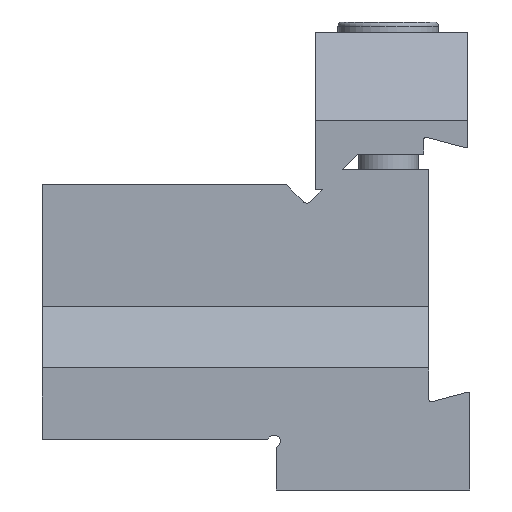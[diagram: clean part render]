
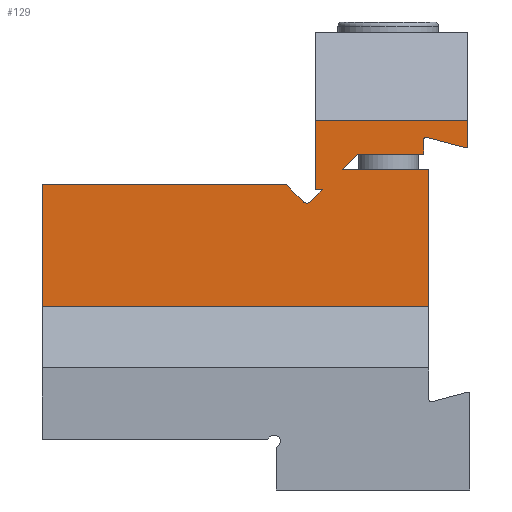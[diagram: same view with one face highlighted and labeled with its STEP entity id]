
A CAD part, left-side view. The second image highlights one B-rep face of the part: STEP entity #129.
In plain terms, the highlighted planar face has unit normal (-1, 0, 0).
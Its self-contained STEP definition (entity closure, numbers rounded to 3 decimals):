
#99=CIRCLE('',#954,0.2);
#100=CIRCLE('',#955,0.5);
#129=ADVANCED_FACE('',(#215),#180,.F.);
#180=PLANE('',#956);
#215=FACE_OUTER_BOUND('',#251,.T.);
#251=EDGE_LOOP('',(#351,#352,#353,#354,#355,#356,#357,#358,#359,#360,#361,
#362,#363,#364,#365,#366,#367,#368));
#351=ORIENTED_EDGE('',*,*,#672,.T.);
#352=ORIENTED_EDGE('',*,*,#673,.T.);
#353=ORIENTED_EDGE('',*,*,#654,.F.);
#354=ORIENTED_EDGE('',*,*,#671,.T.);
#355=ORIENTED_EDGE('',*,*,#674,.T.);
#356=ORIENTED_EDGE('',*,*,#675,.F.);
#357=ORIENTED_EDGE('',*,*,#676,.F.);
#358=ORIENTED_EDGE('',*,*,#677,.F.);
#359=ORIENTED_EDGE('',*,*,#678,.F.);
#360=ORIENTED_EDGE('',*,*,#679,.F.);
#361=ORIENTED_EDGE('',*,*,#680,.F.);
#362=ORIENTED_EDGE('',*,*,#681,.F.);
#363=ORIENTED_EDGE('',*,*,#682,.F.);
#364=ORIENTED_EDGE('',*,*,#683,.T.);
#365=ORIENTED_EDGE('',*,*,#684,.F.);
#366=ORIENTED_EDGE('',*,*,#685,.F.);
#367=ORIENTED_EDGE('',*,*,#649,.T.);
#368=ORIENTED_EDGE('',*,*,#686,.T.);
#561=VERTEX_POINT('',#1281);
#563=VERTEX_POINT('',#1285);
#568=VERTEX_POINT('',#1296);
#569=VERTEX_POINT('',#1298);
#583=VERTEX_POINT('',#1330);
#584=VERTEX_POINT('',#1334);
#585=VERTEX_POINT('',#1335);
#586=VERTEX_POINT('',#1338);
#587=VERTEX_POINT('',#1340);
#588=VERTEX_POINT('',#1342);
#589=VERTEX_POINT('',#1344);
#590=VERTEX_POINT('',#1346);
#591=VERTEX_POINT('',#1348);
#592=VERTEX_POINT('',#1350);
#593=VERTEX_POINT('',#1352);
#594=VERTEX_POINT('',#1354);
#595=VERTEX_POINT('',#1356);
#596=VERTEX_POINT('',#1358);
#649=EDGE_CURVE('',#561,#563,#768,.T.);
#654=EDGE_CURVE('',#568,#569,#773,.T.);
#671=EDGE_CURVE('',#568,#583,#788,.T.);
#672=EDGE_CURVE('',#584,#585,#789,.T.);
#673=EDGE_CURVE('',#585,#569,#790,.T.);
#674=EDGE_CURVE('',#583,#586,#791,.T.);
#675=EDGE_CURVE('',#587,#586,#792,.T.);
#676=EDGE_CURVE('',#588,#587,#793,.T.);
#677=EDGE_CURVE('',#589,#588,#794,.T.);
#678=EDGE_CURVE('',#590,#589,#795,.T.);
#679=EDGE_CURVE('',#591,#590,#99,.T.);
#680=EDGE_CURVE('',#592,#591,#796,.T.);
#681=EDGE_CURVE('',#593,#592,#797,.T.);
#682=EDGE_CURVE('',#594,#593,#798,.T.);
#683=EDGE_CURVE('',#594,#595,#799,.T.);
#684=EDGE_CURVE('',#596,#595,#800,.T.);
#685=EDGE_CURVE('',#561,#596,#801,.T.);
#686=EDGE_CURVE('',#563,#584,#100,.T.);
#768=LINE('',#1286,#859);
#773=LINE('',#1297,#864);
#788=LINE('',#1331,#879);
#789=LINE('',#1333,#880);
#790=LINE('',#1336,#881);
#791=LINE('',#1337,#882);
#792=LINE('',#1339,#883);
#793=LINE('',#1341,#884);
#794=LINE('',#1343,#885);
#795=LINE('',#1345,#886);
#796=LINE('',#1349,#887);
#797=LINE('',#1351,#888);
#798=LINE('',#1353,#889);
#799=LINE('',#1355,#890);
#800=LINE('',#1357,#891);
#801=LINE('',#1359,#892);
#859=VECTOR('',#1032,1.);
#864=VECTOR('',#1039,1.);
#879=VECTOR('',#1062,1.);
#880=VECTOR('',#1065,1.);
#881=VECTOR('',#1066,1.);
#882=VECTOR('',#1067,1.);
#883=VECTOR('',#1068,1.);
#884=VECTOR('',#1069,1.);
#885=VECTOR('',#1070,1.);
#886=VECTOR('',#1071,1.);
#887=VECTOR('',#1074,1.);
#888=VECTOR('',#1075,1.);
#889=VECTOR('',#1076,1.);
#890=VECTOR('',#1077,1.);
#891=VECTOR('',#1078,1.);
#892=VECTOR('',#1079,1.);
#954=AXIS2_PLACEMENT_3D('',#1347,#1072,#1073);
#955=AXIS2_PLACEMENT_3D('',#1360,#1080,#1081);
#956=AXIS2_PLACEMENT_3D('',#1361,#1082,#1083);
#1032=DIRECTION('',(0.,0.707,-0.707));
#1039=DIRECTION('',(0.,0.,1.));
#1062=DIRECTION('',(0.,-1.,0.));
#1065=DIRECTION('',(0.,0.707,0.707));
#1066=DIRECTION('',(0.,1.,0.));
#1067=DIRECTION('',(0.,0.,1.));
#1068=DIRECTION('',(0.,-1.,0.));
#1069=DIRECTION('',(0.,0.707,-0.707));
#1070=DIRECTION('',(0.,1.,0.));
#1071=DIRECTION('',(0.,0.,-1.));
#1072=DIRECTION('',(-1.,0.,0.));
#1073=DIRECTION('',(0.,0.,-1.));
#1074=DIRECTION('',(0.,0.966,0.259));
#1075=DIRECTION('',(0.,1.,0.));
#1076=DIRECTION('',(0.,0.,-1.));
#1077=DIRECTION('',(0.,1.,0.));
#1078=DIRECTION('',(0.,0.,1.));
#1079=DIRECTION('',(0.,1.,0.));
#1080=DIRECTION('',(1.,0.,0.));
#1081=DIRECTION('',(0.,0.,-1.));
#1082=DIRECTION('',(1.,0.,0.));
#1083=DIRECTION('',(0.,0.,-1.));
#1281=CARTESIAN_POINT('',(6.,14.5,-2.));
#1285=CARTESIAN_POINT('',(6.,15.646,-3.146));
#1286=CARTESIAN_POINT('',(6.,27.25,-14.75));
#1296=CARTESIAN_POINT('',(6.,42.,-13.5));
#1297=CARTESIAN_POINT('',(6.,42.,0.));
#1298=CARTESIAN_POINT('',(6.,42.,-1.5));
#1330=CARTESIAN_POINT('',(6.,4.,-13.5));
#1331=CARTESIAN_POINT('',(6.,42.,-13.5));
#1333=CARTESIAN_POINT('',(6.,30.75,11.25));
#1334=CARTESIAN_POINT('',(6.,16.354,-3.146));
#1335=CARTESIAN_POINT('',(6.,18.,-1.5));
#1336=CARTESIAN_POINT('',(6.,42.,-1.5));
#1337=CARTESIAN_POINT('',(6.,4.,0.));
#1338=CARTESIAN_POINT('',(6.,4.,0.));
#1339=CARTESIAN_POINT('',(6.,42.,0.));
#1340=CARTESIAN_POINT('',(6.,12.5,0.));
#1341=CARTESIAN_POINT('',(6.,14.5,-2.));
#1342=CARTESIAN_POINT('',(6.,11.,1.5));
#1343=CARTESIAN_POINT('',(6.,11.,1.5));
#1344=CARTESIAN_POINT('',(6.,4.5,1.5));
#1345=CARTESIAN_POINT('',(6.,4.5,1.5));
#1346=CARTESIAN_POINT('',(6.,4.5,2.973));
#1347=CARTESIAN_POINT('',(6.,4.3,2.973));
#1348=CARTESIAN_POINT('',(6.,4.248,3.167));
#1349=CARTESIAN_POINT('',(6.,4.248,3.167));
#1350=CARTESIAN_POINT('',(6.,0.4,2.135));
#1351=CARTESIAN_POINT('',(6.,0.4,2.135));
#1352=CARTESIAN_POINT('',(6.,0.2,2.135));
#1353=CARTESIAN_POINT('',(6.,0.2,2.135));
#1354=CARTESIAN_POINT('',(6.,0.2,4.84));
#1355=CARTESIAN_POINT('',(6.,4.3,4.84));
#1356=CARTESIAN_POINT('',(6.,15.2,4.84));
#1357=CARTESIAN_POINT('',(6.,15.2,13.5));
#1358=CARTESIAN_POINT('',(6.,15.2,-2.));
#1359=CARTESIAN_POINT('',(6.,15.2,-2.));
#1360=CARTESIAN_POINT('',(6.,16.,-2.793));
#1361=CARTESIAN_POINT('',(6.,42.,0.));
